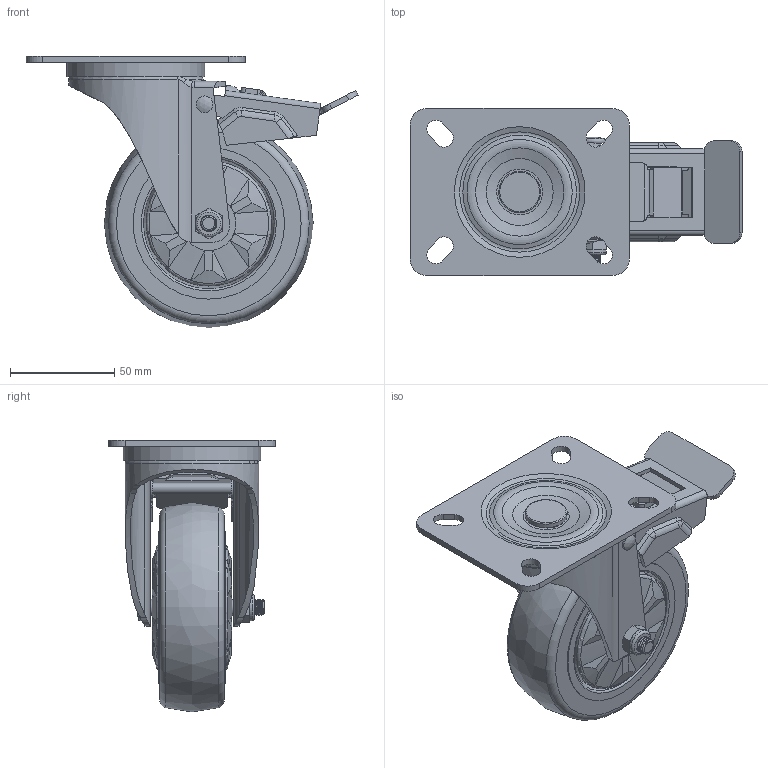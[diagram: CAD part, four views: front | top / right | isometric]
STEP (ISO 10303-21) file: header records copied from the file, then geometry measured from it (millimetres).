
FILE_DESCRIPTION(/* description */ (''),/* implementation_level */ '2;1');
FILE_NAME(/* name */ 'V72V100NYJP04.step',/* time_stamp */ '2025-04-16T12:55:00+01:00',/* author */ (''),/* organization */ (''),/* preprocessor_version */ 'ST-DEVELOPER v20.1',/* originating_system */ 'Autodesk Translation Framework v14.4.0.0',/* authorisation */ '');
FILE_SCHEMA (('AUTOMOTIVE_DESIGN { 1 0 10303 214 3 1 1 }'));
Length unit declared in the file: millimetre
Products named in the file (19): V72V100NYJP04; Áã¼þ11; Áã¼þ8; 100ºìÉ«PUÂÖ·À³¾
¸Ã; Áã¼þ4; Áã¼þ3; 100ºìÉ«PUÂÖ·À³¾
¸Ã_1; TOP PLATE; ·À³¾È¦; Áã¼þ1; µ×°å; ¹ø¶¤; BALL BEARINGS; D5¸ÖÇò; BALL BEARINGS (1); D6¸ÖÇò; 100ºìÉ«PUµ¥ÂÖ; Áã¼þ5 (2); Áã¼þ4 (2)
Assembly tree (58 placements, depth 4):
  V72V100NYJP04
    Áã¼þ11
    Áã¼þ8
    100ºìÉ«PUÂÖ·À³¾
¸Ã
    Áã¼þ4
    Áã¼þ3
    100ºìÉ«PUÂÖ·À³¾
¸Ã_1
    TOP PLATE
      ·À³¾È¦
      Áã¼þ1
      µ×°å
      ¹ø¶¤
      BALL BEARINGS
        D5¸ÖÇò  x20
      BALL BEARINGS (1)
        D6¸ÖÇò  x22
    100ºìÉ«PUµ¥ÂÖ
    Áã¼þ5 (2)
    Áã¼þ4 (2)
Bounding box: 158.91 x 80 x 130.04 mm (x, y, z)
Volume: 267886.3 mm3; surface area: 114166.6 mm2
Topology: 53 solids, 53 shells, 498 faces, 1211 edges, 756 vertices
Faces by surface type: plane 223, cylinder 116, cone 47, sphere 44, torus 37, bspline 31
Full cylindrical faces by diameter (mm): 4 x1, 5 x1, 5.2 x4, 6.8 x1, 7.8 x12, 8 x1, 9.2 x2, 10 x1, 10.2 x2, 12.8 x1, 17 x1, 17.1 x2, 20 x1, 48 x1, 58 x2, 60 x3, 64 x2, 66 x1, 72.5 x2
Entity records: 18163 total; most frequent: CARTESIAN_POINT 6678, DIRECTION 2413, ORIENTED_EDGE 2174, EDGE_CURVE 1087, AXIS2_PLACEMENT_3D 936, VERTEX_POINT 676, LINE 541, VECTOR 541
